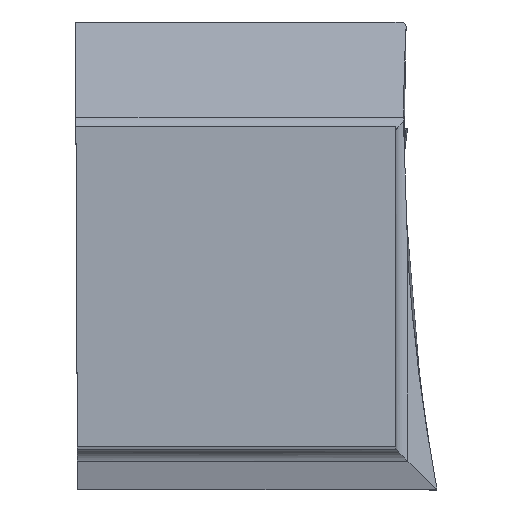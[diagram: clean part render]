
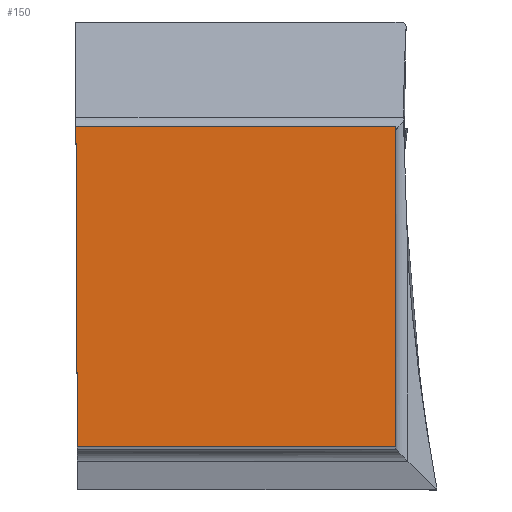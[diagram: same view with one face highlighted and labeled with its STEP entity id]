
A CAD part, top view. The second image highlights one B-rep face of the part: STEP entity #150.
In plain terms, the highlighted planar face has unit normal (0, 0, 1).
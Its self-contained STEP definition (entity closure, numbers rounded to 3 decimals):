
#115=PLANE('',#1229);
#150=ADVANCED_FACE('CU_BACK_SU1',(#226),#115,.F.);
#226=FACE_OUTER_BOUND('',#283,.T.);
#283=EDGE_LOOP('',(#601,#602,#603,#604));
#344=LINE('',#1771,#416);
#353=LINE('',#3032,#427);
#354=LINE('',#3034,#428);
#355=LINE('',#3036,#429);
#416=VECTOR('',#1345,1.);
#427=VECTOR('',#1374,1.);
#428=VECTOR('',#1375,1.);
#429=VECTOR('',#1376,1.);
#601=ORIENTED_EDGE('',*,*,#984,.T.);
#602=ORIENTED_EDGE('',*,*,#985,.F.);
#603=ORIENTED_EDGE('',*,*,#986,.T.);
#604=ORIENTED_EDGE('',*,*,#959,.T.);
#851=VERTEX_POINT('',#1770);
#852=VERTEX_POINT('',#1772);
#865=VERTEX_POINT('',#3033);
#866=VERTEX_POINT('',#3035);
#959=EDGE_CURVE('',#852,#851,#344,.T.);
#984=EDGE_CURVE('',#851,#865,#353,.T.);
#985=EDGE_CURVE('',#866,#865,#354,.T.);
#986=EDGE_CURVE('',#866,#852,#355,.T.);
#1229=AXIS2_PLACEMENT_3D('',#3037,#1377,#1378);
#1345=DIRECTION('',(0.004,-1.,0.));
#1374=DIRECTION('',(1.,0.,0.));
#1375=DIRECTION('',(0.,-1.,0.));
#1376=DIRECTION('',(-1.,0.,0.));
#1377=DIRECTION('',(0.,0.,-1.));
#1378=DIRECTION('',(0.,-1.,0.));
#1770=CARTESIAN_POINT('',(0.138,0.,0.));
#1771=CARTESIAN_POINT('',(-0.088,51.726,0.));
#1772=CARTESIAN_POINT('',(0.,31.623,0.));
#3032=CARTESIAN_POINT('',(-23.581,0.,0.));
#3033=CARTESIAN_POINT('',(31.623,0.,0.));
#3034=CARTESIAN_POINT('',(31.623,51.623,0.));
#3035=CARTESIAN_POINT('',(31.623,31.623,0.));
#3036=CARTESIAN_POINT('',(-23.581,31.623,0.));
#3037=CARTESIAN_POINT('',(-23.581,51.623,0.));
